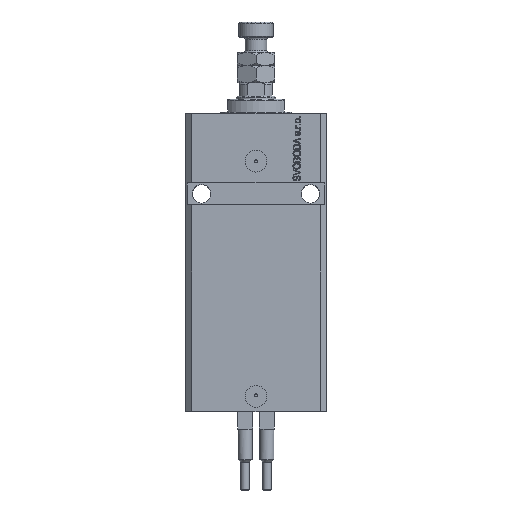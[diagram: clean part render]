
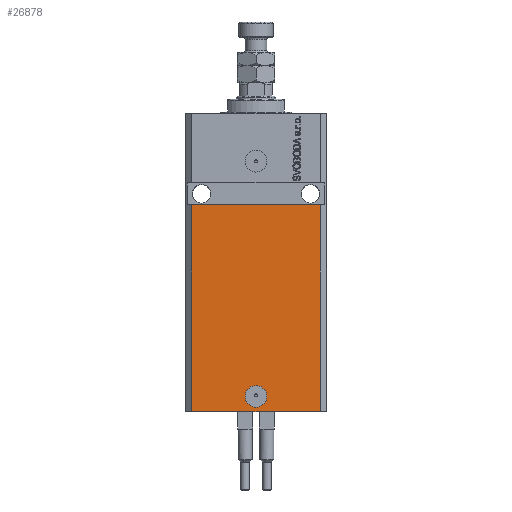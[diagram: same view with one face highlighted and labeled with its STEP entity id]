
A CAD part, front view. The second image highlights one B-rep face of the part: STEP entity #26878.
In plain terms, the highlighted planar face has unit normal (0, -1, 0).
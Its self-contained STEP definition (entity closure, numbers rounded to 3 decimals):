
#190 = DIRECTION ( 'NONE',  ( 1., 0., 0. ) ) ;
#471 = ORIENTED_EDGE ( 'NONE', *, *, #6425, .F. ) ;
#931 = EDGE_CURVE ( 'NONE', #46004, #21644, #27491, .T. ) ;
#945 = CIRCLE ( 'NONE', #38659, 5. ) ;
#2213 = DIRECTION ( 'NONE',  ( 0., 0., 1. ) ) ;
#4458 = CARTESIAN_POINT ( 'NONE',  ( 0., -22.5, -130. ) ) ;
#4648 = VERTEX_POINT ( 'NONE', #26415 ) ;
#5271 = CARTESIAN_POINT ( 'NONE',  ( -29.5, -22.5, -137. ) ) ;
#5736 = VECTOR ( 'NONE', #2213, 1000. ) ;
#5848 = AXIS2_PLACEMENT_3D ( 'NONE', #26307, #22545, #41871 ) ;
#6425 = EDGE_CURVE ( 'NONE', #21644, #46004, #945, .T. ) ;
#6715 = CARTESIAN_POINT ( 'NONE',  ( -29.5, -22.5, -137. ) ) ;
#7055 = FACE_BOUND ( 'NONE', #11393, .T. ) ;
#7549 = CARTESIAN_POINT ( 'NONE',  ( -29.5, -22.5, -137. ) ) ;
#9837 = DIRECTION ( 'NONE',  ( 0., 0., 1. ) ) ;
#10091 = LINE ( 'NONE', #44238, #31294 ) ;
#10666 = EDGE_CURVE ( 'NONE', #17157, #44732, #16764, .T. ) ;
#11393 = EDGE_LOOP ( 'NONE', ( #25602, #471 ) ) ;
#11609 = ORIENTED_EDGE ( 'NONE', *, *, #36190, .F. ) ;
#11687 = ORIENTED_EDGE ( 'NONE', *, *, #35495, .F. ) ;
#14830 = DIRECTION ( 'NONE',  ( 1., 0., 0. ) ) ;
#14853 = DIRECTION ( 'NONE',  ( 1., 0., 0. ) ) ;
#16764 = LINE ( 'NONE', #40085, #20336 ) ;
#16788 = ORIENTED_EDGE ( 'NONE', *, *, #10666, .T. ) ;
#17157 = VERTEX_POINT ( 'NONE', #5271 ) ;
#18404 = AXIS2_PLACEMENT_3D ( 'NONE', #7549, #22869, #14853 ) ;
#19774 = DIRECTION ( 'NONE',  ( 0., -1., 0. ) ) ;
#20336 = VECTOR ( 'NONE', #48133, 1000. ) ;
#21644 = VERTEX_POINT ( 'NONE', #41368 ) ;
#22545 = DIRECTION ( 'NONE',  ( 0., -1., 0. ) ) ;
#22842 = LINE ( 'NONE', #30611, #30637 ) ;
#22869 = DIRECTION ( 'NONE',  ( 0., -1., 0. ) ) ;
#23862 = ORIENTED_EDGE ( 'NONE', *, *, #31981, .T. ) ;
#25337 = VERTEX_POINT ( 'NONE', #42041 ) ;
#25602 = ORIENTED_EDGE ( 'NONE', *, *, #931, .F. ) ;
#26307 = CARTESIAN_POINT ( 'NONE',  ( 0., -22.5, -130. ) ) ;
#26415 = CARTESIAN_POINT ( 'NONE',  ( 29.5, -22.5, -42. ) ) ;
#26878 = ADVANCED_FACE ( 'NONE', ( #7055, #33927 ), #49245, .T. ) ;
#27023 = CARTESIAN_POINT ( 'NONE',  ( 29.5, -22.5, -137. ) ) ;
#27491 = CIRCLE ( 'NONE', #5848, 5. ) ;
#29061 = LINE ( 'NONE', #6715, #5736 ) ;
#30611 = CARTESIAN_POINT ( 'NONE',  ( -32.5, -22.5, -42. ) ) ;
#30637 = VECTOR ( 'NONE', #14830, 1000. ) ;
#31294 = VECTOR ( 'NONE', #9837, 1000. ) ;
#31981 = EDGE_CURVE ( 'NONE', #44732, #4648, #10091, .T. ) ;
#33927 = FACE_OUTER_BOUND ( 'NONE', #38086, .T. ) ;
#35495 = EDGE_CURVE ( 'NONE', #17157, #25337, #29061, .T. ) ;
#36190 = EDGE_CURVE ( 'NONE', #25337, #4648, #22842, .T. ) ;
#38086 = EDGE_LOOP ( 'NONE', ( #11609, #11687, #16788, #23862 ) ) ;
#38659 = AXIS2_PLACEMENT_3D ( 'NONE', #4458, #19774, #190 ) ;
#40085 = CARTESIAN_POINT ( 'NONE',  ( -29.5, -22.5, -137. ) ) ;
#41368 = CARTESIAN_POINT ( 'NONE',  ( -5., -22.5, -130. ) ) ;
#41871 = DIRECTION ( 'NONE',  ( 1., 0., 0. ) ) ;
#42041 = CARTESIAN_POINT ( 'NONE',  ( -29.5, -22.5, -42. ) ) ;
#44238 = CARTESIAN_POINT ( 'NONE',  ( 29.5, -22.5, -137. ) ) ;
#44732 = VERTEX_POINT ( 'NONE', #27023 ) ;
#46004 = VERTEX_POINT ( 'NONE', #47710 ) ;
#47710 = CARTESIAN_POINT ( 'NONE',  ( 5., -22.5, -130. ) ) ;
#48133 = DIRECTION ( 'NONE',  ( 1., 0., 0. ) ) ;
#49245 = PLANE ( 'NONE',  #18404 ) ;
